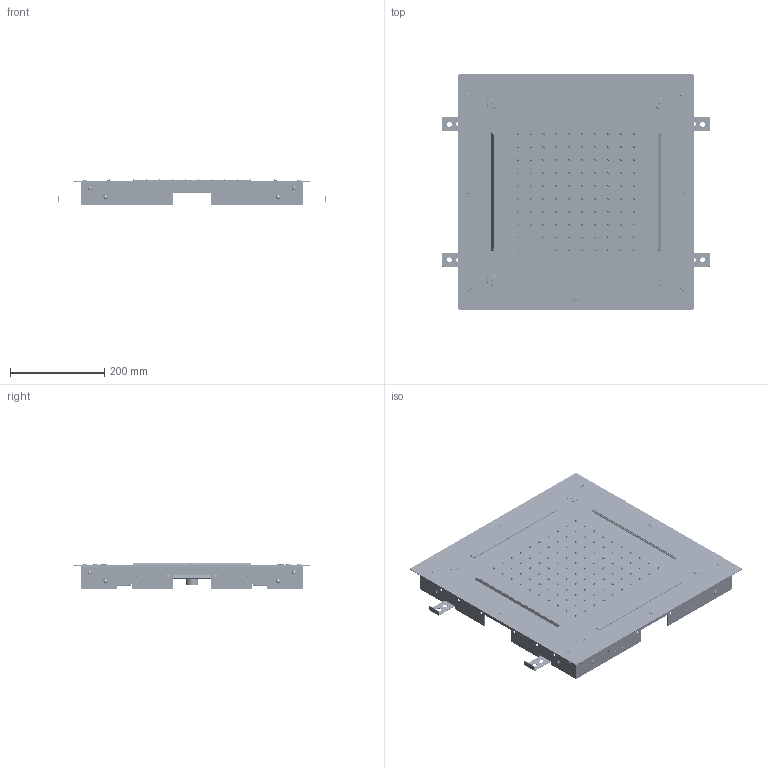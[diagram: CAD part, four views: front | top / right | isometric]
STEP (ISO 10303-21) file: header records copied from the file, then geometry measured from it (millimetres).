
FILE_DESCRIPTION(('STEP AP214'),'1');
FILE_NAME('Art.71235.stp','2020-09-18T06:29:42',(' '),(' '),'Spatial InterOp 3D',' ',' ');
FILE_SCHEMA(('AUTOMOTIVE_DESIGN { 1 0 10303 214 1 1 1 1 }'));
Length unit declared in the file: millimetre
Products named in the file (284): Art.71235; S.00110; S.00207; ASSEM1; S.00340; 22311; P.00100; T.RA003; 22312; M-1755; A.00075; GrNNew Int.; A.00081; A.00082; T.RA069; 21313; S.00180; 23006; M.20702; M-20696; M-20697; M-20698; T.RA063; GrLED; 22752; STRIPS1000RGB; Seg. Guaina; Seg. LED; 22751; S.00420; S.00185; 23011; S.00104; S.00317; GrR; 21656; 23009; 23010; 23008
Assembly tree (455 placements, depth 4):
  Art.71235
    S.00110  x4
    S.00207  x4
      ASSEM1
      S.00207
    S.00340  x16
      ASSEM1
      (unnamed)
      (unnamed)
      (unnamed)
      (unnamed)
      S.00340
    22311
      ASSEM1
      P.00100  x100
        ASSEM1
        (unnamed)
        (unnamed)
        P.00100
      (unnamed)
      (unnamed)
      (unnamed)
      (unnamed)
      (unnamed)
      (unnamed)
      (unnamed)
      (unnamed)
      (unnamed)
      (unnamed)
      (unnamed)
      (unnamed)
      (unnamed)
      (unnamed)
      (unnamed)
      (unnamed)
      (unnamed)
      (unnamed)
      (unnamed)
      (unnamed)
      (unnamed)
      (unnamed)
      (unnamed)
      (unnamed)
      (unnamed)
      (unnamed)
      (unnamed)
      (unnamed)
      (unnamed)
      (unnamed)
      (unnamed)
      (unnamed)
      (unnamed)
      (unnamed)
      (unnamed)
      (unnamed)
      (unnamed)
      (unnamed)
      (unnamed)
      (unnamed)
      (unnamed)
Bounding box: 568 x 500 x 56.46 mm (x, y, z)
Volume: 1188407.9 mm3; surface area: 1955093.5 mm2
Topology: 247 solids, 247 shells, 6557 faces, 15993 edges, 10228 vertices
Faces by surface type: plane 2357, cylinder 2025, torus 1282, bspline 480, cone 245, sphere 168
Full cylindrical faces by diameter (mm): 0.4 x20, 1 x4, 1.5 x104, 1.7 x100, 2.6 x16, 3 x30, 3.1 x100, 3.3 x116, 4 x20, 4.2 x12, 4.4 x4, 4.5 x4, 4.6 x20, 4.8 x16, 5 x224, 5.2 x40, 6 x32, 6.2 x40, 6.5 x4, 6.6 x4, 6.9 x12, 7 x8, 8.2 x12, 8.566 x4, 9.5 x4, 10 x108, 10.5 x8, 12 x4, 14 x3, 14.95 x4
Entity records: 77019 total; most frequent: CARTESIAN_POINT 10499, DIRECTION 9474, ORIENTED_EDGE 7096, AXIS2_PLACEMENT_3D 3773, EDGE_CURVE 3548, EDGE_LOOP 2596, VERTEX_POINT 2464, LINE 1928
